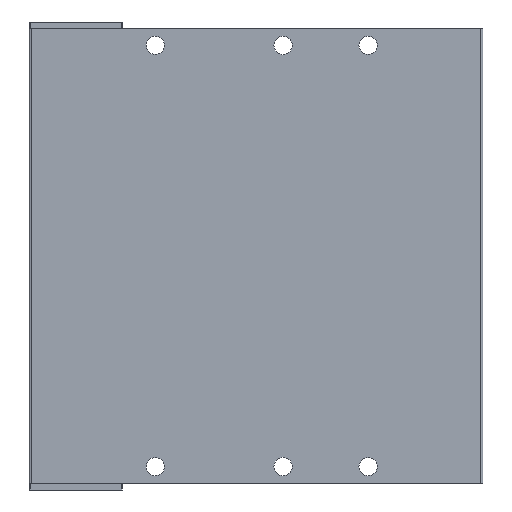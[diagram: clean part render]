
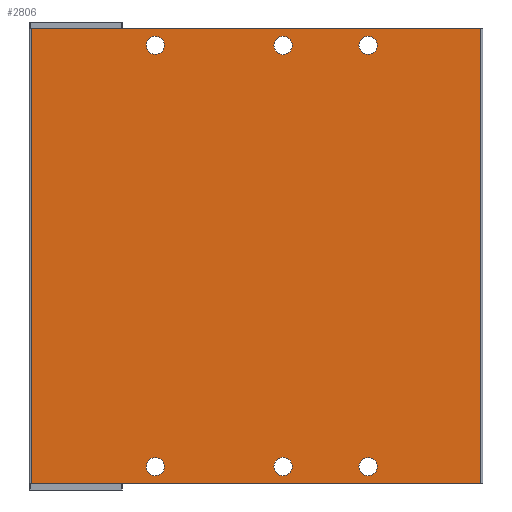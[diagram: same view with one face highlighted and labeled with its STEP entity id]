
A CAD part, front view. The second image highlights one B-rep face of the part: STEP entity #2806.
In plain terms, the highlighted planar face has unit normal (0, -1, 0).
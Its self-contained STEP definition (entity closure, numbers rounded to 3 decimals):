
#31 = EDGE_CURVE ( 'NONE', #6189, #7498, #4082, .T. ) ;
#146 = DIRECTION ( 'NONE',  ( 0., 1., 0. ) ) ;
#281 = DIRECTION ( 'NONE',  ( 0., 1., 0. ) ) ;
#284 = DIRECTION ( 'NONE',  ( 1., 0., 0. ) ) ;
#346 = EDGE_CURVE ( 'NONE', #4726, #8219, #5898, .T. ) ;
#424 = FACE_OUTER_BOUND ( 'NONE', #7184, .T. ) ;
#495 = CARTESIAN_POINT ( 'NONE',  ( 59.7, 0., -1.85 ) ) ;
#585 = EDGE_LOOP ( 'NONE', ( #6791, #5167 ) ) ;
#588 = VERTEX_POINT ( 'NONE', #8261 ) ;
#608 = VERTEX_POINT ( 'NONE', #641 ) ;
#641 = CARTESIAN_POINT ( 'NONE',  ( 79.7, 0., -1.85 ) ) ;
#665 = CARTESIAN_POINT ( 'NONE',  ( 59.7, 0., -105.15 ) ) ;
#686 = VECTOR ( 'NONE', #6599, 1000. ) ;
#696 = AXIS2_PLACEMENT_3D ( 'NONE', #8421, #4787, #8372 ) ;
#794 = CARTESIAN_POINT ( 'NONE',  ( 79.7, 0., -4. ) ) ;
#798 = ORIENTED_EDGE ( 'NONE', *, *, #1816, .T. ) ;
#824 = EDGE_LOOP ( 'NONE', ( #3551, #7964 ) ) ;
#832 = CARTESIAN_POINT ( 'NONE',  ( 79.7, 0., -105.15 ) ) ;
#938 = DIRECTION ( 'NONE',  ( 0., 1., 0. ) ) ;
#1108 = AXIS2_PLACEMENT_3D ( 'NONE', #1123, #1785, #6921 ) ;
#1117 = AXIS2_PLACEMENT_3D ( 'NONE', #4837, #3565, #6356 ) ;
#1123 = CARTESIAN_POINT ( 'NONE',  ( 29.7, 0., -103. ) ) ;
#1269 = CIRCLE ( 'NONE', #1117, 2.15 ) ;
#1317 = DIRECTION ( 'NONE',  ( 0., 1., 0. ) ) ;
#1505 = CARTESIAN_POINT ( 'NONE',  ( 0.5, 0., 0. ) ) ;
#1633 = CARTESIAN_POINT ( 'NONE',  ( 0.5, 0., -107. ) ) ;
#1691 = DIRECTION ( 'NONE',  ( 0., 0., -1. ) ) ;
#1785 = DIRECTION ( 'NONE',  ( 0., 1., 0. ) ) ;
#1814 = CIRCLE ( 'NONE', #4553, 2.15 ) ;
#1816 = EDGE_CURVE ( 'NONE', #2884, #4292, #7794, .T. ) ;
#1958 = FACE_BOUND ( 'NONE', #8732, .T. ) ;
#2137 = CARTESIAN_POINT ( 'NONE',  ( 79.7, 0., -4. ) ) ;
#2221 = VERTEX_POINT ( 'NONE', #5122 ) ;
#2350 = VERTEX_POINT ( 'NONE', #6016 ) ;
#2358 = CIRCLE ( 'NONE', #6735, 2.15 ) ;
#2437 = CIRCLE ( 'NONE', #3511, 2.15 ) ;
#2562 = ORIENTED_EDGE ( 'NONE', *, *, #31, .T. ) ;
#2614 = CARTESIAN_POINT ( 'NONE',  ( 29.7, 0., -4. ) ) ;
#2663 = CIRCLE ( 'NONE', #696, 2.15 ) ;
#2678 = FACE_BOUND ( 'NONE', #7081, .T. ) ;
#2721 = DIRECTION ( 'NONE',  ( 0., 0., -1. ) ) ;
#2806 = ADVANCED_FACE ( 'NONE', ( #424, #4754, #2678, #1958, #8333, #4858, #3341 ), #5529, .T. ) ;
#2876 = DIRECTION ( 'NONE',  ( 0., 1., 0. ) ) ;
#2884 = VERTEX_POINT ( 'NONE', #665 ) ;
#2919 = CARTESIAN_POINT ( 'NONE',  ( 59.7, 0., -100.85 ) ) ;
#3105 = CARTESIAN_POINT ( 'NONE',  ( 0.5, 0., -107. ) ) ;
#3248 = EDGE_LOOP ( 'NONE', ( #6079, #7783 ) ) ;
#3281 = CARTESIAN_POINT ( 'NONE',  ( 106.2, 0., -107. ) ) ;
#3341 = FACE_BOUND ( 'NONE', #824, .T. ) ;
#3403 = ORIENTED_EDGE ( 'NONE', *, *, #346, .T. ) ;
#3498 = AXIS2_PLACEMENT_3D ( 'NONE', #6646, #146, #8959 ) ;
#3511 = AXIS2_PLACEMENT_3D ( 'NONE', #794, #3882, #6631 ) ;
#3551 = ORIENTED_EDGE ( 'NONE', *, *, #6122, .T. ) ;
#3565 = DIRECTION ( 'NONE',  ( 0., 1., 0. ) ) ;
#3644 = VERTEX_POINT ( 'NONE', #5493 ) ;
#3689 = AXIS2_PLACEMENT_3D ( 'NONE', #8222, #938, #1691 ) ;
#3713 = LINE ( 'NONE', #8099, #686 ) ;
#3882 = DIRECTION ( 'NONE',  ( 0., 1., 0. ) ) ;
#4033 = DIRECTION ( 'NONE',  ( 0., 1., 0. ) ) ;
#4082 = LINE ( 'NONE', #1505, #6786 ) ;
#4089 = VERTEX_POINT ( 'NONE', #4860 ) ;
#4156 = CARTESIAN_POINT ( 'NONE',  ( 59.7, 0., -4. ) ) ;
#4292 = VERTEX_POINT ( 'NONE', #2919 ) ;
#4300 = EDGE_CURVE ( 'NONE', #4089, #588, #8829, .T. ) ;
#4352 = ORIENTED_EDGE ( 'NONE', *, *, #6474, .T. ) ;
#4378 = EDGE_CURVE ( 'NONE', #8335, #7296, #4695, .T. ) ;
#4395 = AXIS2_PLACEMENT_3D ( 'NONE', #6134, #281, #5330 ) ;
#4431 = EDGE_LOOP ( 'NONE', ( #798, #5001 ) ) ;
#4553 = AXIS2_PLACEMENT_3D ( 'NONE', #2614, #4033, #5564 ) ;
#4695 = CIRCLE ( 'NONE', #3498, 2.15 ) ;
#4726 = VERTEX_POINT ( 'NONE', #7544 ) ;
#4754 = FACE_BOUND ( 'NONE', #3248, .T. ) ;
#4787 = DIRECTION ( 'NONE',  ( 0., 1., 0. ) ) ;
#4837 = CARTESIAN_POINT ( 'NONE',  ( 79.7, 0., -103. ) ) ;
#4858 = FACE_BOUND ( 'NONE', #4431, .T. ) ;
#4860 = CARTESIAN_POINT ( 'NONE',  ( 29.7, 0., -6.15 ) ) ;
#4894 = EDGE_CURVE ( 'NONE', #6400, #2221, #8584, .T. ) ;
#5001 = ORIENTED_EDGE ( 'NONE', *, *, #5721, .T. ) ;
#5098 = CARTESIAN_POINT ( 'NONE',  ( 29.7, 0., -103. ) ) ;
#5122 = CARTESIAN_POINT ( 'NONE',  ( 29.7, 0., -105.15 ) ) ;
#5156 = CARTESIAN_POINT ( 'NONE',  ( 0.5, 0., 0. ) ) ;
#5167 = ORIENTED_EDGE ( 'NONE', *, *, #5231, .T. ) ;
#5231 = EDGE_CURVE ( 'NONE', #7296, #8335, #1269, .T. ) ;
#5330 = DIRECTION ( 'NONE',  ( 0., 0., -1. ) ) ;
#5429 = DIRECTION ( 'NONE',  ( 0., 0., -1. ) ) ;
#5464 = CARTESIAN_POINT ( 'NONE',  ( 29.7, 0., -100.85 ) ) ;
#5493 = CARTESIAN_POINT ( 'NONE',  ( 106.2, 0., -107. ) ) ;
#5529 = PLANE ( 'NONE',  #5648 ) ;
#5564 = DIRECTION ( 'NONE',  ( 0., 0., -1. ) ) ;
#5617 = DIRECTION ( 'NONE',  ( -1., 0., 0. ) ) ;
#5648 = AXIS2_PLACEMENT_3D ( 'NONE', #7817, #8437, #5429 ) ;
#5673 = ORIENTED_EDGE ( 'NONE', *, *, #5817, .T. ) ;
#5721 = EDGE_CURVE ( 'NONE', #4292, #2884, #6729, .T. ) ;
#5770 = ORIENTED_EDGE ( 'NONE', *, *, #6549, .T. ) ;
#5817 = EDGE_CURVE ( 'NONE', #7094, #3644, #8922, .T. ) ;
#5847 = VECTOR ( 'NONE', #284, 1000. ) ;
#5898 = CIRCLE ( 'NONE', #9104, 2.15 ) ;
#6016 = CARTESIAN_POINT ( 'NONE',  ( 79.7, 0., -6.15 ) ) ;
#6051 = CARTESIAN_POINT ( 'NONE',  ( 79.7, 0., -100.85 ) ) ;
#6079 = ORIENTED_EDGE ( 'NONE', *, *, #4300, .T. ) ;
#6122 = EDGE_CURVE ( 'NONE', #2221, #6400, #2358, .T. ) ;
#6134 = CARTESIAN_POINT ( 'NONE',  ( 29.7, 0., -4. ) ) ;
#6181 = ORIENTED_EDGE ( 'NONE', *, *, #7607, .T. ) ;
#6189 = VERTEX_POINT ( 'NONE', #7860 ) ;
#6252 = CARTESIAN_POINT ( 'NONE',  ( 59.7, 0., -103. ) ) ;
#6269 = EDGE_CURVE ( 'NONE', #7498, #7094, #3713, .T. ) ;
#6311 = AXIS2_PLACEMENT_3D ( 'NONE', #2137, #1317, #6406 ) ;
#6356 = DIRECTION ( 'NONE',  ( 0., 0., -1. ) ) ;
#6400 = VERTEX_POINT ( 'NONE', #5464 ) ;
#6406 = DIRECTION ( 'NONE',  ( 0., 0., -1. ) ) ;
#6474 = EDGE_CURVE ( 'NONE', #8219, #4726, #2663, .T. ) ;
#6549 = EDGE_CURVE ( 'NONE', #2350, #608, #6606, .T. ) ;
#6599 = DIRECTION ( 'NONE',  ( 0., 0., -1. ) ) ;
#6606 = CIRCLE ( 'NONE', #6311, 2.15 ) ;
#6631 = DIRECTION ( 'NONE',  ( 0., 0., -1. ) ) ;
#6640 = ORIENTED_EDGE ( 'NONE', *, *, #7893, .T. ) ;
#6646 = CARTESIAN_POINT ( 'NONE',  ( 79.7, 0., -103. ) ) ;
#6729 = CIRCLE ( 'NONE', #6886, 2.15 ) ;
#6735 = AXIS2_PLACEMENT_3D ( 'NONE', #5098, #7907, #2721 ) ;
#6786 = VECTOR ( 'NONE', #5617, 1000. ) ;
#6791 = ORIENTED_EDGE ( 'NONE', *, *, #4378, .T. ) ;
#6886 = AXIS2_PLACEMENT_3D ( 'NONE', #6252, #2876, #8694 ) ;
#6921 = DIRECTION ( 'NONE',  ( 0., 0., -1. ) ) ;
#7050 = DIRECTION ( 'NONE',  ( 0., 0., -1. ) ) ;
#7081 = EDGE_LOOP ( 'NONE', ( #3403, #4352 ) ) ;
#7094 = VERTEX_POINT ( 'NONE', #1633 ) ;
#7097 = DIRECTION ( 'NONE',  ( 0., 1., 0. ) ) ;
#7184 = EDGE_LOOP ( 'NONE', ( #5673, #6181, #2562, #9201 ) ) ;
#7296 = VERTEX_POINT ( 'NONE', #6051 ) ;
#7498 = VERTEX_POINT ( 'NONE', #5156 ) ;
#7544 = CARTESIAN_POINT ( 'NONE',  ( 59.7, 0., -6.15 ) ) ;
#7607 = EDGE_CURVE ( 'NONE', #3644, #6189, #8374, .T. ) ;
#7667 = EDGE_CURVE ( 'NONE', #588, #4089, #1814, .T. ) ;
#7783 = ORIENTED_EDGE ( 'NONE', *, *, #7667, .T. ) ;
#7794 = CIRCLE ( 'NONE', #3689, 2.15 ) ;
#7817 = CARTESIAN_POINT ( 'NONE',  ( 0.5, 0., -107. ) ) ;
#7860 = CARTESIAN_POINT ( 'NONE',  ( 106.2, 0., 0. ) ) ;
#7893 = EDGE_CURVE ( 'NONE', #608, #2350, #2437, .T. ) ;
#7907 = DIRECTION ( 'NONE',  ( 0., 1., 0. ) ) ;
#7964 = ORIENTED_EDGE ( 'NONE', *, *, #4894, .T. ) ;
#8099 = CARTESIAN_POINT ( 'NONE',  ( 0.5, 0., -107. ) ) ;
#8219 = VERTEX_POINT ( 'NONE', #495 ) ;
#8222 = CARTESIAN_POINT ( 'NONE',  ( 59.7, 0., -103. ) ) ;
#8261 = CARTESIAN_POINT ( 'NONE',  ( 29.7, 0., -1.85 ) ) ;
#8333 = FACE_BOUND ( 'NONE', #585, .T. ) ;
#8335 = VERTEX_POINT ( 'NONE', #832 ) ;
#8372 = DIRECTION ( 'NONE',  ( 0., 0., -1. ) ) ;
#8374 = LINE ( 'NONE', #3281, #9125 ) ;
#8421 = CARTESIAN_POINT ( 'NONE',  ( 59.7, 0., -4. ) ) ;
#8437 = DIRECTION ( 'NONE',  ( 0., -1., 0. ) ) ;
#8584 = CIRCLE ( 'NONE', #1108, 2.15 ) ;
#8694 = DIRECTION ( 'NONE',  ( 0., 0., -1. ) ) ;
#8732 = EDGE_LOOP ( 'NONE', ( #5770, #6640 ) ) ;
#8829 = CIRCLE ( 'NONE', #4395, 2.15 ) ;
#8922 = LINE ( 'NONE', #3105, #5847 ) ;
#8959 = DIRECTION ( 'NONE',  ( 0., 0., -1. ) ) ;
#9104 = AXIS2_PLACEMENT_3D ( 'NONE', #4156, #7097, #7050 ) ;
#9125 = VECTOR ( 'NONE', #9192, 1000. ) ;
#9192 = DIRECTION ( 'NONE',  ( 0., 0., 1. ) ) ;
#9201 = ORIENTED_EDGE ( 'NONE', *, *, #6269, .T. ) ;
